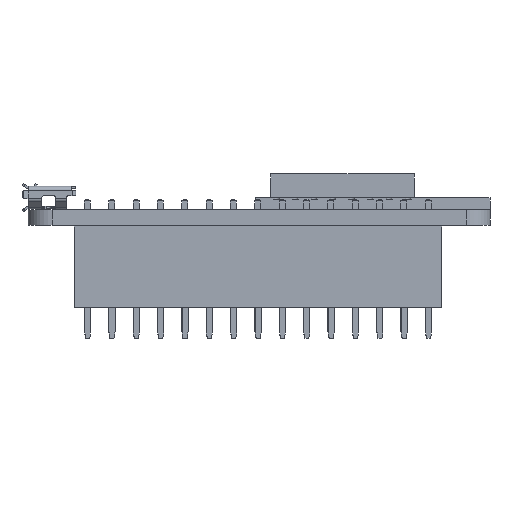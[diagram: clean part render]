
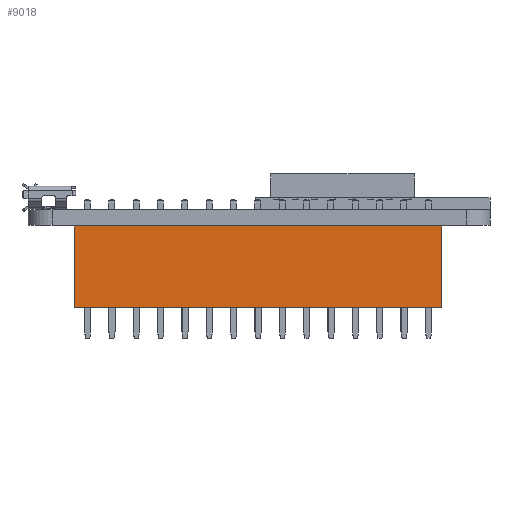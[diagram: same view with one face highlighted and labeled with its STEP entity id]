
A CAD part, left-side view. The second image highlights one B-rep face of the part: STEP entity #9018.
In plain terms, the highlighted planar face has unit normal (-1, 0, 0).
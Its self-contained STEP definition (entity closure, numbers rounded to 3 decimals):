
#2363 = VERTEX_POINT('',#2364);
#2364 = CARTESIAN_POINT('',(-12.68,-16.645,0.05));
#2370 = EDGE_CURVE('',#2363,#2371,#2373,.T.);
#2371 = VERTEX_POINT('',#2372);
#2372 = CARTESIAN_POINT('',(-12.68,21.705,0.05));
#2373 = LINE('',#2374,#2375);
#2374 = CARTESIAN_POINT('',(-12.68,-16.645,0.05));
#2375 = VECTOR('',#2376,1.);
#2376 = DIRECTION('',(0.,1.,0.));
#4470 = VERTEX_POINT('',#4471);
#4471 = CARTESIAN_POINT('',(-12.68,21.705,8.55));
#4517 = EDGE_CURVE('',#4470,#2371,#4518,.T.);
#4518 = LINE('',#4519,#4520);
#4519 = CARTESIAN_POINT('',(-12.68,21.705,8.55));
#4520 = VECTOR('',#4521,1.);
#4521 = DIRECTION('',(0.,0.,-1.));
#4557 = VERTEX_POINT('',#4558);
#4558 = CARTESIAN_POINT('',(-12.68,-16.645,8.55));
#4564 = EDGE_CURVE('',#4557,#2363,#4565,.T.);
#4565 = LINE('',#4566,#4567);
#4566 = CARTESIAN_POINT('',(-12.68,-16.645,8.55));
#4567 = VECTOR('',#4568,1.);
#4568 = DIRECTION('',(0.,0.,-1.));
#9018 = ADVANCED_FACE('',(#9019),#9030,.T.);
#9019 = FACE_BOUND('',#9020,.T.);
#9020 = EDGE_LOOP('',(#9021,#9022,#9023,#9024));
#9021 = ORIENTED_EDGE('',*,*,#4517,.T.);
#9022 = ORIENTED_EDGE('',*,*,#2370,.F.);
#9023 = ORIENTED_EDGE('',*,*,#4564,.F.);
#9024 = ORIENTED_EDGE('',*,*,#9025,.T.);
#9025 = EDGE_CURVE('',#4557,#4470,#9026,.T.);
#9026 = LINE('',#9027,#9028);
#9027 = CARTESIAN_POINT('',(-12.68,-16.645,8.55));
#9028 = VECTOR('',#9029,1.);
#9029 = DIRECTION('',(0.,1.,0.));
#9030 = PLANE('',#9031);
#9031 = AXIS2_PLACEMENT_3D('',#9032,#9033,#9034);
#9032 = CARTESIAN_POINT('',(-12.68,-16.645,4.3));
#9033 = DIRECTION('',(-1.,0.,0.));
#9034 = DIRECTION('',(0.,0.,1.));
